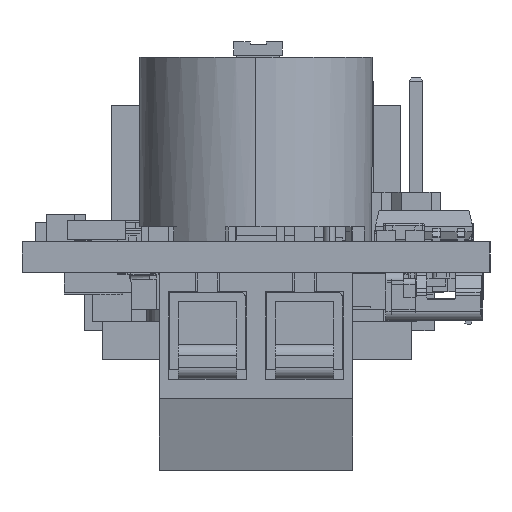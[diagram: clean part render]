
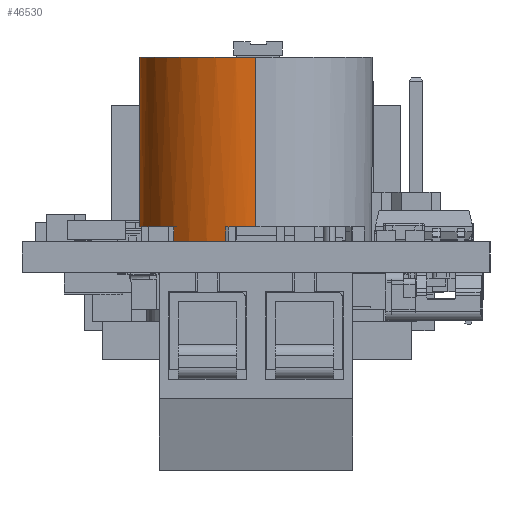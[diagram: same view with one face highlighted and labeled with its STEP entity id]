
A CAD part, left-side view. The second image highlights one B-rep face of the part: STEP entity #46530.
In plain terms, the highlighted cylindrical face has radius 6 mm (diameter 12 mm), a partial arc.
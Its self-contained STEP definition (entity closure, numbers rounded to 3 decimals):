
#46267 = VERTEX_POINT('',#46268);
#46268 = CARTESIAN_POINT('',(0.,9.5,6.));
#46269 = VERTEX_POINT('',#46270);
#46270 = CARTESIAN_POINT('',(0.,9.5,-6.));
#46277 = EDGE_CURVE('',#46267,#46278,#46280,.T.);
#46278 = VERTEX_POINT('',#46279);
#46279 = CARTESIAN_POINT('',(0.,0.75,6.));
#46280 = LINE('',#46281,#46282);
#46281 = CARTESIAN_POINT('',(0.,9.5,6.));
#46282 = VECTOR('',#46283,1.);
#46283 = DIRECTION('',(0.,-1.,0.));
#46320 = VERTEX_POINT('',#46321);
#46321 = CARTESIAN_POINT('',(0.,0.75,-6.));
#46328 = EDGE_CURVE('',#46269,#46320,#46329,.T.);
#46329 = LINE('',#46330,#46331);
#46330 = CARTESIAN_POINT('',(0.,9.5,-6.));
#46331 = VECTOR('',#46332,1.);
#46332 = DIRECTION('',(0.,-1.,0.));
#46453 = VERTEX_POINT('',#46454);
#46454 = CARTESIAN_POINT('',(-1.553,0.,5.796));
#46460 = EDGE_CURVE('',#46461,#46453,#46463,.T.);
#46461 = VERTEX_POINT('',#46462);
#46462 = CARTESIAN_POINT('',(-4.243,0.,4.243));
#46463 = CIRCLE('',#46464,6.);
#46464 = AXIS2_PLACEMENT_3D('',#46465,#46466,#46467);
#46465 = CARTESIAN_POINT('',(0.,0.,0.));
#46466 = DIRECTION('',(0.,1.,0.));
#46467 = DIRECTION('',(0.,0.,1.));
#46495 = VERTEX_POINT('',#46496);
#46496 = CARTESIAN_POINT('',(-4.243,0.,-4.243));
#46502 = EDGE_CURVE('',#46503,#46495,#46505,.T.);
#46503 = VERTEX_POINT('',#46504);
#46504 = CARTESIAN_POINT('',(-1.553,0.,-5.796));
#46505 = CIRCLE('',#46506,6.);
#46506 = AXIS2_PLACEMENT_3D('',#46507,#46508,#46509);
#46507 = CARTESIAN_POINT('',(0.,0.,0.));
#46508 = DIRECTION('',(0.,1.,0.));
#46509 = DIRECTION('',(0.,0.,1.));
#46530 = ADVANCED_FACE('',(#46531),#46597,.T.);
#46531 = FACE_BOUND('',#46532,.T.);
#46532 = EDGE_LOOP('',(#46533,#46534,#46541,#46542,#46551,#46557,#46558,
    #46566,#46575,#46581,#46582,#46590));
#46533 = ORIENTED_EDGE('',*,*,#46277,.F.);
#46534 = ORIENTED_EDGE('',*,*,#46535,.F.);
#46535 = EDGE_CURVE('',#46269,#46267,#46536,.T.);
#46536 = CIRCLE('',#46537,6.);
#46537 = AXIS2_PLACEMENT_3D('',#46538,#46539,#46540);
#46538 = CARTESIAN_POINT('',(0.,9.5,0.));
#46539 = DIRECTION('',(0.,1.,0.));
#46540 = DIRECTION('',(0.,0.,1.));
#46541 = ORIENTED_EDGE('',*,*,#46328,.T.);
#46542 = ORIENTED_EDGE('',*,*,#46543,.F.);
#46543 = EDGE_CURVE('',#46544,#46320,#46546,.T.);
#46544 = VERTEX_POINT('',#46545);
#46545 = CARTESIAN_POINT('',(-1.553,0.75,-5.796));
#46546 = CIRCLE('',#46547,6.);
#46547 = AXIS2_PLACEMENT_3D('',#46548,#46549,#46550);
#46548 = CARTESIAN_POINT('',(0.,0.75,0.));
#46549 = DIRECTION('',(0.,-1.,0.));
#46550 = DIRECTION('',(0.,0.,-1.));
#46551 = ORIENTED_EDGE('',*,*,#46552,.T.);
#46552 = EDGE_CURVE('',#46544,#46503,#46553,.T.);
#46553 = LINE('',#46554,#46555);
#46554 = CARTESIAN_POINT('',(-1.553,0.75,-5.796));
#46555 = VECTOR('',#46556,1.);
#46556 = DIRECTION('',(0.,-1.,0.));
#46557 = ORIENTED_EDGE('',*,*,#46502,.T.);
#46558 = ORIENTED_EDGE('',*,*,#46559,.F.);
#46559 = EDGE_CURVE('',#46560,#46495,#46562,.T.);
#46560 = VERTEX_POINT('',#46561);
#46561 = CARTESIAN_POINT('',(-4.243,0.75,-4.243));
#46562 = LINE('',#46563,#46564);
#46563 = CARTESIAN_POINT('',(-4.243,0.75,-4.243));
#46564 = VECTOR('',#46565,1.);
#46565 = DIRECTION('',(0.,-1.,0.));
#46566 = ORIENTED_EDGE('',*,*,#46567,.F.);
#46567 = EDGE_CURVE('',#46568,#46560,#46570,.T.);
#46568 = VERTEX_POINT('',#46569);
#46569 = CARTESIAN_POINT('',(-4.243,0.75,4.243));
#46570 = CIRCLE('',#46571,6.);
#46571 = AXIS2_PLACEMENT_3D('',#46572,#46573,#46574);
#46572 = CARTESIAN_POINT('',(0.,0.75,0.));
#46573 = DIRECTION('',(0.,-1.,0.));
#46574 = DIRECTION('',(0.,0.,-1.));
#46575 = ORIENTED_EDGE('',*,*,#46576,.T.);
#46576 = EDGE_CURVE('',#46568,#46461,#46577,.T.);
#46577 = LINE('',#46578,#46579);
#46578 = CARTESIAN_POINT('',(-4.243,0.75,4.243));
#46579 = VECTOR('',#46580,1.);
#46580 = DIRECTION('',(0.,-1.,0.));
#46581 = ORIENTED_EDGE('',*,*,#46460,.T.);
#46582 = ORIENTED_EDGE('',*,*,#46583,.F.);
#46583 = EDGE_CURVE('',#46584,#46453,#46586,.T.);
#46584 = VERTEX_POINT('',#46585);
#46585 = CARTESIAN_POINT('',(-1.553,0.75,5.796));
#46586 = LINE('',#46587,#46588);
#46587 = CARTESIAN_POINT('',(-1.553,0.75,5.796));
#46588 = VECTOR('',#46589,1.);
#46589 = DIRECTION('',(0.,-1.,0.));
#46590 = ORIENTED_EDGE('',*,*,#46591,.F.);
#46591 = EDGE_CURVE('',#46278,#46584,#46592,.T.);
#46592 = CIRCLE('',#46593,6.);
#46593 = AXIS2_PLACEMENT_3D('',#46594,#46595,#46596);
#46594 = CARTESIAN_POINT('',(0.,0.75,0.));
#46595 = DIRECTION('',(0.,-1.,0.));
#46596 = DIRECTION('',(0.,0.,-1.));
#46597 = CYLINDRICAL_SURFACE('',#46598,6.);
#46598 = AXIS2_PLACEMENT_3D('',#46599,#46600,#46601);
#46599 = CARTESIAN_POINT('',(0.,9.5,0.));
#46600 = DIRECTION('',(0.,-1.,0.));
#46601 = DIRECTION('',(0.,0.,-1.));
